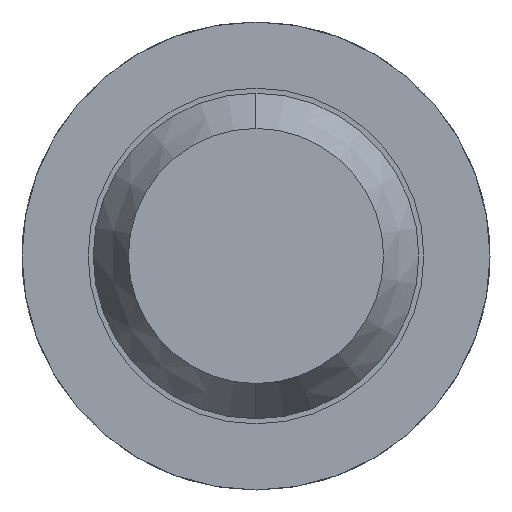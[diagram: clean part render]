
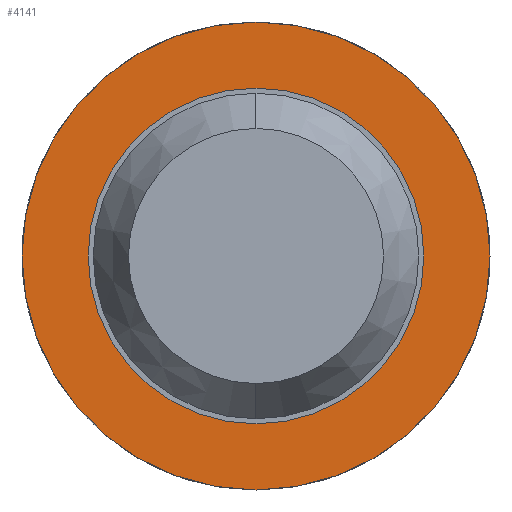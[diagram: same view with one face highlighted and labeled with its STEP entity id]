
A CAD part, front view. The second image highlights one B-rep face of the part: STEP entity #4141.
In plain terms, the highlighted planar face has unit normal (0, -1, 0).
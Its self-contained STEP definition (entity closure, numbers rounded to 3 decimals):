
#21 = EDGE_CURVE ( 'Defeature ausgef�hrt1_0+Defeature ausgef�hrt1_7+Defeature ausgef�hrt1_7+Defeature ausgef�hrt1_7', #447, #124, #1698, .T. ) ;
#48 = CARTESIAN_POINT ( 'NONE',  ( 0.825, -1.7, 0. ) ) ;
#86 = PLANE ( 'NONE',  #2645 ) ;
#124 = VERTEX_POINT ( 'NONE', #4781 ) ;
#185 = CARTESIAN_POINT ( 'NONE',  ( 0., -1.7, -0.825 ) ) ;
#281 = AXIS2_PLACEMENT_3D ( 'NONE', #4121, #1908, #1602 ) ;
#380 = DIRECTION ( 'NONE',  ( 0., 0., 1. ) ) ;
#447 = VERTEX_POINT ( 'NONE', #604 ) ;
#471 = CARTESIAN_POINT ( 'NONE',  ( 0., -1.7, 0. ) ) ;
#539 = CARTESIAN_POINT ( 'NONE',  ( 0., -1.7, 0.825 ) ) ;
#604 = CARTESIAN_POINT ( 'NONE',  ( 0., -1.7, 1.15 ) ) ;
#679 = EDGE_LOOP ( 'NONE', ( #1768, #1129 ) ) ;
#717 = VERTEX_POINT ( 'NONE', #185 ) ;
#732 = CARTESIAN_POINT ( 'NONE',  ( 0., -1.7, 0. ) ) ;
#819 = AXIS2_PLACEMENT_3D ( 'NONE', #732, #3389, #380 ) ;
#1129 = ORIENTED_EDGE ( 'NONE', *, *, #4119, .T. ) ;
#1161 = CARTESIAN_POINT ( 'NONE',  ( 0., -1.7, 0. ) ) ;
#1216 = EDGE_CURVE ( 'Defeature ausgef�hrt1_7+Defeature ausgef�hrt1_6+Defeature ausgef�hrt1_6+Defeature ausgef�hrt1_6', #4289, #717, #4446, .T. ) ;
#1363 = CIRCLE ( 'NONE', #1494, 0.825 ) ;
#1464 = EDGE_LOOP ( 'NONE', ( #2131, #4085 ) ) ;
#1494 = AXIS2_PLACEMENT_3D ( 'NONE', #1161, #2302, #1887 ) ;
#1602 = DIRECTION ( 'NONE',  ( 0., 0., 1. ) ) ;
#1698 = CIRCLE ( 'NONE', #281, 1.15 ) ;
#1768 = ORIENTED_EDGE ( 'NONE', *, *, #1216, .T. ) ;
#1887 = DIRECTION ( 'NONE',  ( 0., 0., 1. ) ) ;
#1908 = DIRECTION ( 'NONE',  ( 0., 1., 0. ) ) ;
#1919 = DIRECTION ( 'NONE',  ( 0., 1., 0. ) ) ;
#2131 = ORIENTED_EDGE ( 'NONE', *, *, #21, .F. ) ;
#2302 = DIRECTION ( 'NONE',  ( 0., 1., 0. ) ) ;
#2398 = FACE_OUTER_BOUND ( 'NONE', #1464, .T. ) ;
#2645 = AXIS2_PLACEMENT_3D ( 'NONE', #48, #1919, #3430 ) ;
#3012 = DIRECTION ( 'NONE',  ( 0., 1., 0. ) ) ;
#3389 = DIRECTION ( 'NONE',  ( 0., 1., 0. ) ) ;
#3430 = DIRECTION ( 'NONE',  ( 0., 0., 1. ) ) ;
#3841 = EDGE_CURVE ( 'Defeature ausgef�hrt1_0+Defeature ausgef�hrt1_7+Defeature ausgef�hrt1_7+Defeature ausgef�hrt1_7', #124, #447, #4413, .T. ) ;
#3902 = FACE_BOUND ( 'NONE', #679, .T. ) ;
#4085 = ORIENTED_EDGE ( 'NONE', *, *, #3841, .F. ) ;
#4114 = DIRECTION ( 'NONE',  ( 0., 0., 1. ) ) ;
#4119 = EDGE_CURVE ( 'Defeature ausgef�hrt1_7+Defeature ausgef�hrt1_6+Defeature ausgef�hrt1_6+Defeature ausgef�hrt1_6', #717, #4289, #1363, .T. ) ;
#4121 = CARTESIAN_POINT ( 'NONE',  ( 0., -1.7, 0. ) ) ;
#4141 = ADVANCED_FACE ( 'Defeature ausgef�hrt1_7', ( #2398, #3902 ), #86, .F. ) ;
#4289 = VERTEX_POINT ( 'NONE', #539 ) ;
#4413 = CIRCLE ( 'NONE', #4671, 1.15 ) ;
#4446 = CIRCLE ( 'NONE', #819, 0.825 ) ;
#4671 = AXIS2_PLACEMENT_3D ( 'NONE', #471, #3012, #4114 ) ;
#4781 = CARTESIAN_POINT ( 'NONE',  ( 0., -1.7, -1.15 ) ) ;
